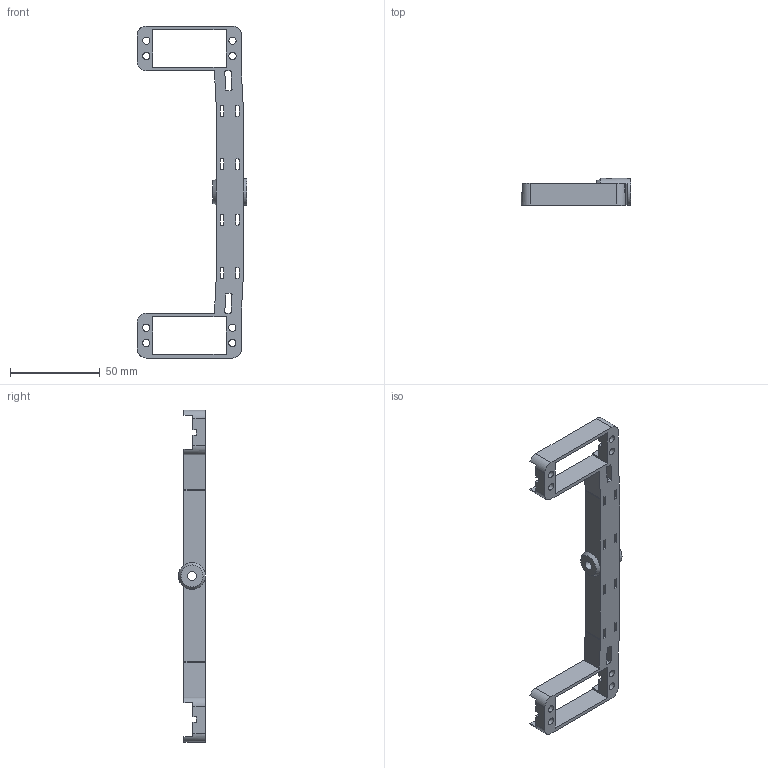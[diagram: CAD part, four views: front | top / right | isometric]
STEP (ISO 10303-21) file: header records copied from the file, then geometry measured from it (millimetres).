
FILE_DESCRIPTION(/* description */ (''),/* implementation_level */ '2;1');
FILE_NAME(/* name */ 'P19_Bogie_Side_MG996R.step',/* time_stamp */ '2021-01-30T12:26:11+01:00',/* author */ (''),/* organization */ (''),/* preprocessor_version */ 'ST-DEVELOPER v18.1',/* originating_system */ 'Autodesk Translation Framework v9.7.1.1290',/* authorisation */ '');
FILE_SCHEMA (('AUTOMOTIVE_DESIGN { 1 0 10303 214 3 1 1 }'));
Length unit declared in the file: millimetre
Products named in the file (2): P19_Bogie_Side_MG996R; Bogie_Side
Assembly tree (1 placements, depth 2):
  P19_Bogie_Side_MG996R
    Bogie_Side
Bounding box: 61 x 15 x 185 mm (x, y, z)
Volume: 27206.6 mm3; surface area: 18918.9 mm2
Topology: 1 solids, 1 shells, 194 faces, 567 edges, 371 vertices
Faces by surface type: plane 114, cylinder 71, torus 8, cone 1
Full cylindrical faces by diameter (mm): 3 x1, 4 x8, 5.1 x1, 15 x1
Entity records: 6614 total; most frequent: CARTESIAN_POINT 1198, ORIENTED_EDGE 1134, DIRECTION 1119, EDGE_CURVE 567, LINE 395, VECTOR 395, VERTEX_POINT 371, AXIS2_PLACEMENT_3D 362
